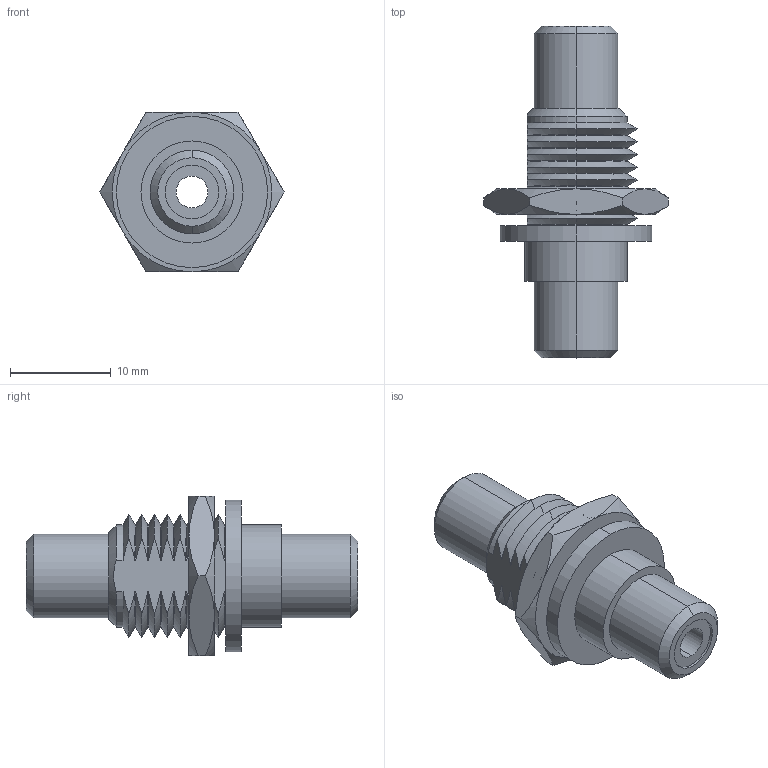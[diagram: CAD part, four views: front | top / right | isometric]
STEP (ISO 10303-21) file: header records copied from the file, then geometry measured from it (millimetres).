
FILE_DESCRIPTION (( 'STEP AP203' ), '1' );
FILE_NAME ('BA400.STEP', '2006-06-30T19:25:23', ( ' ' ), ( ' ' ), 'SwSTEP 2.0', 'SolidWorks 2005354', '' );
FILE_SCHEMA (( 'CONFIG_CONTROL_DESIGN' ));
Length unit declared in the file: inch
Products named in the file (4): 3AA02-008; BA400; 3AA03-005
Assembly tree (3 placements, depth 2):
  BA400
    3AA02-008
    BA400
    3AA03-005
Bounding box: 18.33 x 33.02 x 15.88 mm (x, y, z)
Volume: 2569.6 mm3; surface area: 2581.4 mm2
Topology: 3 solids, 3 shells, 211 faces, 531 edges, 332 vertices
Faces by surface type: cylinder 85, cone 66, plane 60
Entity records: 6912 total; most frequent: CARTESIAN_POINT 1361, DIRECTION 1122, ORIENTED_EDGE 1062, EDGE_CURVE 531, AXIS2_PLACEMENT_3D 431, VERTEX_POINT 332, VECTOR 260, LINE 260
